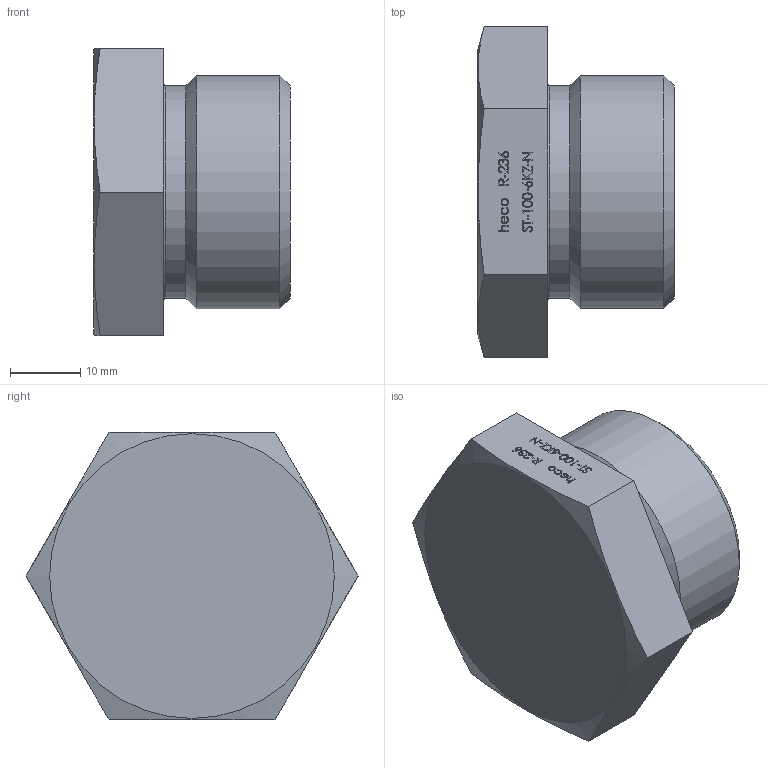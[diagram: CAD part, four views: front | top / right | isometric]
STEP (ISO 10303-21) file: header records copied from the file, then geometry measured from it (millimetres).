
FILE_DESCRIPTION (( 'STEP AP214' ), '1' );
FILE_NAME ('ST-100-6KZ-N R-236 Stopfen 6KT zyl 2011.STEP', '2020-11-17T11:03:38', ( '' ), ( '' ), 'SwSTEP 2.0', 'SolidWorks 2019', '' );
FILE_SCHEMA (( 'AUTOMOTIVE_DESIGN' ));
Length unit declared in the file: millimetre
Products named in the file (1): ST-100-6KZ-N R-236 Stopfen 6KT zyl 2011
Bounding box: 28 x 47.34 x 41.01 mm (x, y, z)
Volume: 29459.5 mm3; surface area: 6241.1 mm2
Topology: 1 solids, 1 shells, 254 faces, 665 edges, 442 vertices
Faces by surface type: plane 137, bspline 111, cone 3, cylinder 2, torus 1
Full cylindrical faces by diameter (mm): 30.291 x1, 33.249 x1
Entity records: 16354 total; most frequent: CARTESIAN_POINT 8306, ORIENTED_EDGE 1316, DIRECTION 725, EDGE_CURVE 658, VERTEX_POINT 441, VECTOR 423, LINE 423, EDGE_LOOP 289
